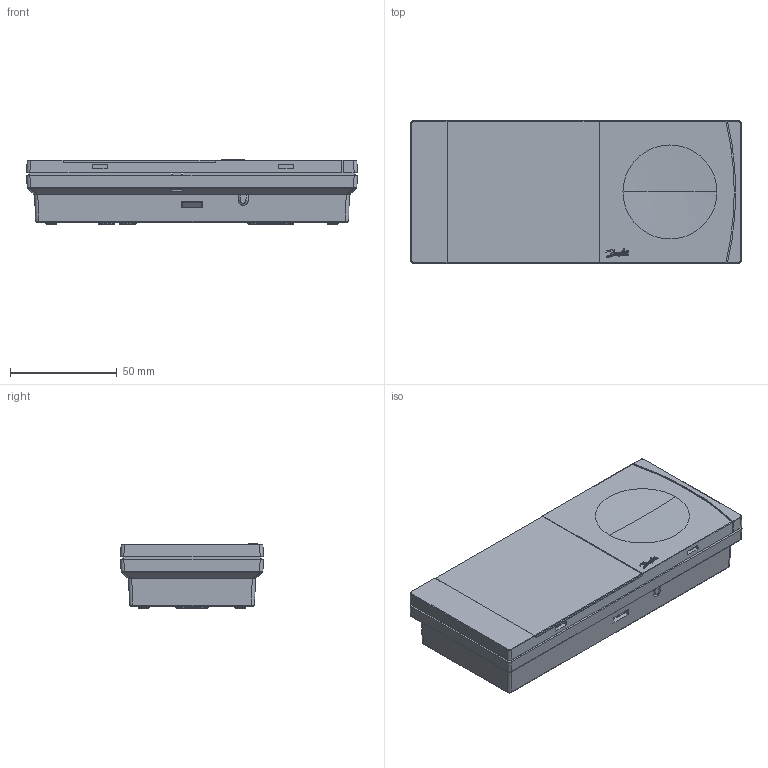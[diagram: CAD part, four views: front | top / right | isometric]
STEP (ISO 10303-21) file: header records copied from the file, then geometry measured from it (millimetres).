
FILE_DESCRIPTION((''),'2;1');
FILE_NAME('TPONE_STEP_ASM','2023-09-29T10:13:54',('U331767'),('Danfoss'),'CREO PARAMETRIC BY PTC INC, 2022124','CREO PARAMETRIC BY PTC INC, 2022124','');
FILE_SCHEMA(('CONFIG_CONTROL_DESIGN'));
Products named in the file (18): BOTTOM_1; PRT0003_1_1_2_1; APOLLO-DCP-2_1_1_2_3_ASM_1_ASM; WKQ-PCB-2_ASM_1_1_2_ASM_1_ASM; TP-3V-BACK_ASM_1_1_2_ASM_2_ASM; COVER_1; DISPLAY_1; TP-YJ_ASM_1_1_2_ASM_1_ASM; PRT0001_1_1_2_1; LJQ-3_1_1_2_1; WKQ-PCB-4_ASM_1_1_2_ASM_1_ASM; 222_2_1_2_1; WKQ-FRONT-2_ASM_2_1_2_ASM_3_ASM; BACKPLATE_1; WKQ-BOTTOM_ASM_1_1_2_ASM_1_ASM; TP-3V-ALL_ASM_2_1_2_ASM_1_ASM; ASM0001_ASM_1_ASM; TPONE_STEP_ASM
Assembly tree (17 placements, depth 6):
  TPONE_STEP_ASM
    ASM0001_ASM_1_ASM
      TP-3V-ALL_ASM_2_1_2_ASM_1_ASM
        TP-3V-BACK_ASM_1_1_2_ASM_2_ASM
          BOTTOM_1
          WKQ-PCB-2_ASM_1_1_2_ASM_1_ASM
            PRT0003_1_1_2_1
            APOLLO-DCP-2_1_1_2_3_ASM_1_ASM
        WKQ-FRONT-2_ASM_2_1_2_ASM_3_ASM
          COVER_1
          DISPLAY_1
          WKQ-PCB-4_ASM_1_1_2_ASM_1_ASM
            TP-YJ_ASM_1_1_2_ASM_1_ASM
            PRT0001_1_1_2_1
            LJQ-3_1_1_2_1
          222_2_1_2_1
        WKQ-BOTTOM_ASM_1_1_2_ASM_1_ASM
          BACKPLATE_1
Bounding box: 154.8 x 66.8 x 30.2 mm (x, y, z)
Volume: 79506.1 mm3; surface area: 108600.7 mm2
Topology: 5 solids, 5 shells, 3807 faces, 10751 edges, 7138 vertices
Faces by surface type: plane 2218, extrusion 1176, cylinder 220, cone 124, torus 42, bspline 15, sphere 12
Entity records: 131297 total; most frequent: CARTESIAN_POINT 36674, ORIENTED_EDGE 21486, DIRECTION 15339, EDGE_CURVE 10743, VECTOR 8457, LINE 7281, VERTEX_POINT 7138, EDGE_LOOP 4099
